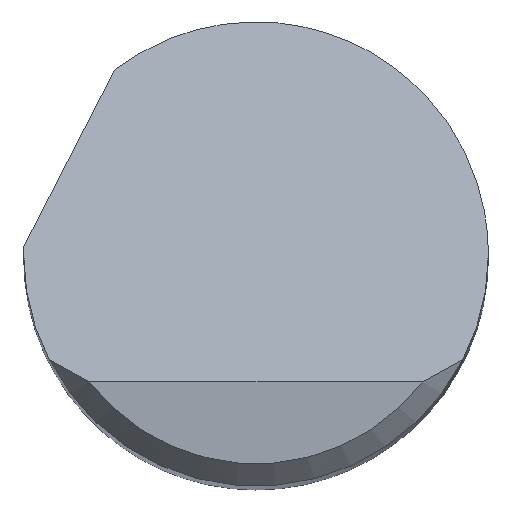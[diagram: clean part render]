
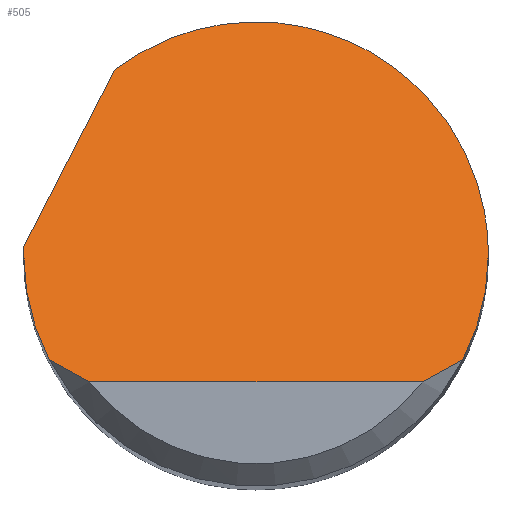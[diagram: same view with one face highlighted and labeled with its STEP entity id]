
A CAD part, top view. The second image highlights one B-rep face of the part: STEP entity #505.
In plain terms, the highlighted planar face has unit normal (0, 0.707, 0.707).
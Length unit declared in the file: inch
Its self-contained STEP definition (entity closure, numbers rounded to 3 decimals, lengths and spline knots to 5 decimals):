
#2 = CARTESIAN_POINT ( 'NONE',  ( 0.11186, -0.08625, 3. ) ) ;
#30 = CARTESIAN_POINT ( 'NONE',  ( 0.13906, -0.07125, 2.985 ) ) ;
#39 = CARTESIAN_POINT ( 'NONE',  ( -0.15625, -0.02489, 2.93864 ) ) ;
#45 = EDGE_LOOP ( 'NONE', ( #60, #380, #492, #191, #105, #56, #357, #620 ) ) ;
#56 = ORIENTED_EDGE ( 'NONE', *, *, #859, .F. ) ;
#60 = ORIENTED_EDGE ( 'NONE', *, *, #430, .T. ) ;
#88 = CARTESIAN_POINT ( 'NONE',  ( -0.11186, -0.08625, 3. ) ) ;
#103 = CARTESIAN_POINT ( 'NONE',  ( -0.13035, -0.07657, 2.99032 ) ) ;
#105 = ORIENTED_EDGE ( 'NONE', *, *, #573, .F. ) ;
#134 = CARTESIAN_POINT ( 'NONE',  ( 0.15625, 0.1488, 2.76495 ) ) ;
#143 = CARTESIAN_POINT ( 'NONE',  ( -0.15622, 0.00333, 2.91042 ) ) ;
#162 = CARTESIAN_POINT ( 'NONE',  ( 0., -0.08625, 3. ) ) ;
#168 = CARTESIAN_POINT ( 'NONE',  ( -0.13906, -0.07125, 2.985 ) ) ;
#181 = VERTEX_POINT ( 'NONE', #476 ) ;
#189 = CARTESIAN_POINT ( 'NONE',  ( -0.09521, 0.12389, 2.78986 ) ) ;
#191 = ORIENTED_EDGE ( 'NONE', *, *, #718, .F. ) ;
#216 = VECTOR ( 'NONE', #311, 39.37008 ) ;
#255 = VERTEX_POINT ( 'NONE', #690 ) ;
#262 = LINE ( 'NONE', #546, #404 ) ;
#267 = CARTESIAN_POINT ( 'NONE',  ( 0.15041, -0.04909, 2.96284 ) ) ;
#284 = CARTESIAN_POINT ( 'NONE',  ( 0.15625, 0., 2.91375 ) ) ;
#308 = FACE_OUTER_BOUND ( 'NONE', #45, .T. ) ;
#311 = DIRECTION ( 'NONE',  ( 1., 0., 0. ) ) ;
#323 = DIRECTION ( 'NONE',  ( 0., -0.707, -0.707 ) ) ;
#333 = EDGE_CURVE ( 'NONE', #413, #548, #661, .T. ) ;
#339 = VERTEX_POINT ( 'NONE', #603 ) ;
#346 = CARTESIAN_POINT ( 'NONE',  ( 0.15625, 0., 2.91375 ) ) ;
#357 = ORIENTED_EDGE ( 'NONE', *, *, #333, .F. ) ;
#375 = EDGE_CURVE ( 'NONE', #758, #255, #602, .T. ) ;
#379 = CARTESIAN_POINT ( 'NONE',  ( -0.15041, -0.04909, 2.96284 ) ) ;
#380 = ORIENTED_EDGE ( 'NONE', *, *, #375, .T. ) ;
#382 =( BOUNDED_CURVE ( )  B_SPLINE_CURVE ( 3, ( #772, #584, #143, #651 ),
 .UNSPECIFIED., .F., .F. ) 
 B_SPLINE_CURVE_WITH_KNOTS ( ( 4, 4 ),
 ( 4.71239, 4.74439 ),
 .UNSPECIFIED. ) 
 CURVE ( )  GEOMETRIC_REPRESENTATION_ITEM ( )  RATIONAL_B_SPLINE_CURVE ( ( 1., 1., 1., 1. ) ) 
 REPRESENTATION_ITEM ( '' )  );
#390 = CARTESIAN_POINT ( 'NONE',  ( -0.12131, -0.0816, 2.99535 ) ) ;
#404 = VECTOR ( 'NONE', #550, 39.37008 ) ;
#413 = VERTEX_POINT ( 'NONE', #743 ) ;
#420 = EDGE_CURVE ( 'NONE', #413, #819, #699, .T. ) ;
#430 = EDGE_CURVE ( 'NONE', #819, #758, #597, .T. ) ;
#447 = AXIS2_PLACEMENT_3D ( 'NONE', #672, #323, #522 ) ;
#458 = CARTESIAN_POINT ( 'NONE',  ( 0.13035, -0.07657, 2.99032 ) ) ;
#476 = CARTESIAN_POINT ( 'NONE',  ( 0.15625, 0., 2.91375 ) ) ;
#492 = ORIENTED_EDGE ( 'NONE', *, *, #591, .F. ) ;
#505 = ADVANCED_FACE ( 'NONE', ( #308 ), #540, .F. ) ;
#522 = DIRECTION ( 'NONE',  ( 0., 0.707, -0.707 ) ) ;
#540 = PLANE ( 'NONE',  #447 ) ;
#546 = CARTESIAN_POINT ( 'NONE',  ( -0.19753, -0.07567, 2.98942 ) ) ;
#548 = VERTEX_POINT ( 'NONE', #736 ) ;
#550 = DIRECTION ( 'NONE',  ( 0.341, 0.665, -0.665 ) ) ;
#555 = CARTESIAN_POINT ( 'NONE',  ( 0.15625, -0.02489, 2.93864 ) ) ;
#573 = EDGE_CURVE ( 'NONE', #611, #339, #262, .T. ) ;
#584 = CARTESIAN_POINT ( 'NONE',  ( -0.15625, 0.00167, 2.91208 ) ) ;
#591 = EDGE_CURVE ( 'NONE', #181, #255, #726, .T. ) ;
#597 = LINE ( 'NONE', #162, #216 ) ;
#602 = B_SPLINE_CURVE_WITH_KNOTS ( 'NONE', 3,
 ( #854, #730, #458, #30 ),
 .UNSPECIFIED., .F., .F.,
 ( 4, 4 ),
 ( 0., 0.00088 ),
 .UNSPECIFIED. ) ;
#603 = CARTESIAN_POINT ( 'NONE',  ( -0.09521, 0.12389, 2.78986 ) ) ;
#611 = VERTEX_POINT ( 'NONE', #616 ) ;
#616 = CARTESIAN_POINT ( 'NONE',  ( -0.15617, 0.005, 2.90875 ) ) ;
#617 = CARTESIAN_POINT ( 'NONE',  ( 0.02277, 0.21456, 2.69919 ) ) ;
#620 = ORIENTED_EDGE ( 'NONE', *, *, #420, .T. ) ;
#651 = CARTESIAN_POINT ( 'NONE',  ( -0.15617, 0.005, 2.90875 ) ) ;
#661 =( BOUNDED_CURVE ( )  B_SPLINE_CURVE ( 3, ( #168, #379, #39, #860 ),
 .UNSPECIFIED., .F., .F. ) 
 B_SPLINE_CURVE_WITH_KNOTS ( ( 4, 4 ),
 ( 4.23889, 4.71239 ),
 .UNSPECIFIED. ) 
 CURVE ( )  GEOMETRIC_REPRESENTATION_ITEM ( )  RATIONAL_B_SPLINE_CURVE ( ( 1., 0.981, 0.981, 1. ) ) 
 REPRESENTATION_ITEM ( '' )  );
#669 = CARTESIAN_POINT ( 'NONE',  ( -0.11186, -0.08625, 3. ) ) ;
#672 = CARTESIAN_POINT ( 'NONE',  ( -0.15625, -0.08625, 3. ) ) ;
#681 = CARTESIAN_POINT ( 'NONE',  ( 0.13906, -0.07125, 2.985 ) ) ;
#690 = CARTESIAN_POINT ( 'NONE',  ( 0.13906, -0.07125, 2.985 ) ) ;
#699 = B_SPLINE_CURVE_WITH_KNOTS ( 'NONE', 3,
 ( #797, #103, #390, #669 ),
 .UNSPECIFIED., .F., .F.,
 ( 4, 4 ),
 ( 0., 0.00088 ),
 .UNSPECIFIED. ) ;
#718 = EDGE_CURVE ( 'NONE', #339, #181, #816, .T. ) ;
#726 =( BOUNDED_CURVE ( )  B_SPLINE_CURVE ( 3, ( #346, #555, #267, #681 ),
 .UNSPECIFIED., .F., .F. ) 
 B_SPLINE_CURVE_WITH_KNOTS ( ( 4, 4 ),
 ( 1.5708, 2.04429 ),
 .UNSPECIFIED. ) 
 CURVE ( )  GEOMETRIC_REPRESENTATION_ITEM ( )  RATIONAL_B_SPLINE_CURVE ( ( 1., 0.981, 0.981, 1. ) ) 
 REPRESENTATION_ITEM ( '' )  );
#730 = CARTESIAN_POINT ( 'NONE',  ( 0.12131, -0.0816, 2.99535 ) ) ;
#736 = CARTESIAN_POINT ( 'NONE',  ( -0.15625, 0., 2.91375 ) ) ;
#743 = CARTESIAN_POINT ( 'NONE',  ( -0.13906, -0.07125, 2.985 ) ) ;
#758 = VERTEX_POINT ( 'NONE', #2 ) ;
#772 = CARTESIAN_POINT ( 'NONE',  ( -0.15625, 0., 2.91375 ) ) ;
#797 = CARTESIAN_POINT ( 'NONE',  ( -0.13906, -0.07125, 2.985 ) ) ;
#816 =( BOUNDED_CURVE ( )  B_SPLINE_CURVE ( 3, ( #189, #617, #134, #284 ),
 .UNSPECIFIED., .F., .F. ) 
 B_SPLINE_CURVE_WITH_KNOTS ( ( 4, 4 ),
 ( 5.62792, 7.85398 ),
 .UNSPECIFIED. ) 
 CURVE ( )  GEOMETRIC_REPRESENTATION_ITEM ( )  RATIONAL_B_SPLINE_CURVE ( ( 1., 0.628, 0.628, 1. ) ) 
 REPRESENTATION_ITEM ( '' )  );
#819 = VERTEX_POINT ( 'NONE', #88 ) ;
#854 = CARTESIAN_POINT ( 'NONE',  ( 0.11186, -0.08625, 3. ) ) ;
#859 = EDGE_CURVE ( 'NONE', #548, #611, #382, .T. ) ;
#860 = CARTESIAN_POINT ( 'NONE',  ( -0.15625, 0., 2.91375 ) ) ;
